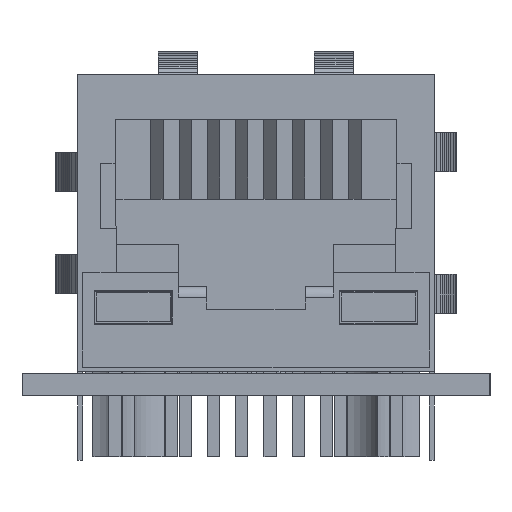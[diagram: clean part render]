
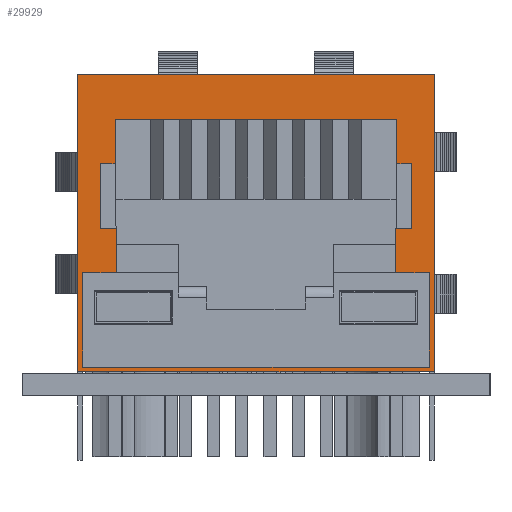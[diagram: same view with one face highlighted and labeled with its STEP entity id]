
A CAD part, left-side view. The second image highlights one B-rep face of the part: STEP entity #29929.
In plain terms, the highlighted face is planar.
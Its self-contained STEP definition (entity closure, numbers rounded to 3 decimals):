
#851=FACE_BOUND('',#4233,.T.);
#2447=FACE_OUTER_BOUND('',#4232,.T.);
#4232=EDGE_LOOP('',(#21955,#21956,#21957,#21958));
#4233=EDGE_LOOP('',(#21959,#21960,#21961,#21962,#21963,#21964,#21965,#21966,
#21967,#21968,#21969,#21970,#21971,#21972,#21973,#21974));
#6151=LINE('',#43972,#9694);
#6163=LINE('',#43996,#9706);
#6177=LINE('',#44024,#9720);
#6368=LINE('',#44401,#9911);
#6376=LINE('',#44418,#9919);
#6382=LINE('',#44428,#9925);
#6384=LINE('',#44433,#9927);
#6404=LINE('',#44469,#9947);
#6453=LINE('',#44594,#9996);
#6454=LINE('',#44596,#9997);
#6455=LINE('',#44598,#9998);
#6456=LINE('',#44600,#9999);
#6457=LINE('',#44601,#10000);
#6458=LINE('',#44603,#10001);
#6459=LINE('',#44605,#10002);
#6460=LINE('',#44607,#10003);
#6461=LINE('',#44609,#10004);
#6462=LINE('',#44611,#10005);
#6463=LINE('',#44613,#10006);
#6464=LINE('',#44614,#10007);
#9694=VECTOR('',#35777,1000.);
#9706=VECTOR('',#35791,1000.);
#9720=VECTOR('',#35807,1000.);
#9911=VECTOR('',#36046,1000.);
#9919=VECTOR('',#36058,1000.);
#9925=VECTOR('',#36066,1000.);
#9927=VECTOR('',#36070,1000.);
#9947=VECTOR('',#36096,1000.);
#9996=VECTOR('',#36175,1000.);
#9997=VECTOR('',#36176,1000.);
#9998=VECTOR('',#36177,1000.);
#9999=VECTOR('',#36178,1000.);
#10000=VECTOR('',#36179,1000.);
#10001=VECTOR('',#36180,1000.);
#10002=VECTOR('',#36181,1000.);
#10003=VECTOR('',#36182,1000.);
#10004=VECTOR('',#36183,1000.);
#10005=VECTOR('',#36184,1000.);
#10006=VECTOR('',#36185,1000.);
#10007=VECTOR('',#36186,1000.);
#13210=VERTEX_POINT('',#43969);
#13211=VERTEX_POINT('',#43971);
#13222=VERTEX_POINT('',#43995);
#13235=VERTEX_POINT('',#44023);
#13396=VERTEX_POINT('',#44398);
#13397=VERTEX_POINT('',#44400);
#13403=VERTEX_POINT('',#44415);
#13404=VERTEX_POINT('',#44417);
#13407=VERTEX_POINT('',#44426);
#13409=VERTEX_POINT('',#44432);
#13483=VERTEX_POINT('',#44593);
#13484=VERTEX_POINT('',#44595);
#13485=VERTEX_POINT('',#44597);
#13486=VERTEX_POINT('',#44599);
#13487=VERTEX_POINT('',#44602);
#13488=VERTEX_POINT('',#44604);
#13489=VERTEX_POINT('',#44606);
#13490=VERTEX_POINT('',#44608);
#13491=VERTEX_POINT('',#44610);
#13492=VERTEX_POINT('',#44612);
#16319=EDGE_CURVE('',#13210,#13211,#6151,.T.);
#16331=EDGE_CURVE('',#13211,#13222,#6163,.T.);
#16345=EDGE_CURVE('',#13210,#13235,#6177,.T.);
#16537=EDGE_CURVE('',#13396,#13397,#6368,.T.);
#16545=EDGE_CURVE('',#13403,#13404,#6376,.T.);
#16551=EDGE_CURVE('',#13407,#13403,#6382,.T.);
#16553=EDGE_CURVE('',#13397,#13409,#6384,.T.);
#16573=EDGE_CURVE('',#13235,#13222,#6404,.T.);
#16636=EDGE_CURVE('',#13483,#13396,#6453,.T.);
#16637=EDGE_CURVE('',#13484,#13483,#6454,.T.);
#16638=EDGE_CURVE('',#13485,#13484,#6455,.T.);
#16639=EDGE_CURVE('',#13486,#13485,#6456,.T.);
#16640=EDGE_CURVE('',#13404,#13486,#6457,.T.);
#16641=EDGE_CURVE('',#13487,#13407,#6458,.T.);
#16642=EDGE_CURVE('',#13488,#13487,#6459,.T.);
#16643=EDGE_CURVE('',#13489,#13488,#6460,.T.);
#16644=EDGE_CURVE('',#13490,#13489,#6461,.T.);
#16645=EDGE_CURVE('',#13491,#13490,#6462,.T.);
#16646=EDGE_CURVE('',#13492,#13491,#6463,.T.);
#16647=EDGE_CURVE('',#13409,#13492,#6464,.T.);
#21955=ORIENTED_EDGE('',*,*,#16573,.T.);
#21956=ORIENTED_EDGE('',*,*,#16331,.F.);
#21957=ORIENTED_EDGE('',*,*,#16319,.F.);
#21958=ORIENTED_EDGE('',*,*,#16345,.T.);
#21959=ORIENTED_EDGE('',*,*,#16537,.F.);
#21960=ORIENTED_EDGE('',*,*,#16636,.F.);
#21961=ORIENTED_EDGE('',*,*,#16637,.F.);
#21962=ORIENTED_EDGE('',*,*,#16638,.F.);
#21963=ORIENTED_EDGE('',*,*,#16639,.F.);
#21964=ORIENTED_EDGE('',*,*,#16640,.F.);
#21965=ORIENTED_EDGE('',*,*,#16545,.F.);
#21966=ORIENTED_EDGE('',*,*,#16551,.F.);
#21967=ORIENTED_EDGE('',*,*,#16641,.F.);
#21968=ORIENTED_EDGE('',*,*,#16642,.F.);
#21969=ORIENTED_EDGE('',*,*,#16643,.F.);
#21970=ORIENTED_EDGE('',*,*,#16644,.F.);
#21971=ORIENTED_EDGE('',*,*,#16645,.F.);
#21972=ORIENTED_EDGE('',*,*,#16646,.F.);
#21973=ORIENTED_EDGE('',*,*,#16647,.F.);
#21974=ORIENTED_EDGE('',*,*,#16553,.F.);
#28505=PLANE('',#32012);
#29929=ADVANCED_FACE('',(#2447,#851),#28505,.F.);
#32012=AXIS2_PLACEMENT_3D('',#44592,#36173,#36174);
#35777=DIRECTION('',(0.,0.,-1.));
#35791=DIRECTION('',(0.,-1.,0.));
#35807=DIRECTION('',(0.,-1.,0.));
#36046=DIRECTION('',(0.,1.,0.));
#36058=DIRECTION('',(0.,-1.,0.));
#36066=DIRECTION('',(0.,0.,-1.));
#36070=DIRECTION('',(0.,0.,-1.));
#36096=DIRECTION('',(0.,0.,-1.));
#36173=DIRECTION('center_axis',(-1.,0.,0.));
#36174=DIRECTION('ref_axis',(0.,0.,1.));
#36175=DIRECTION('',(0.,0.,1.));
#36176=DIRECTION('',(0.,1.,0.));
#36177=DIRECTION('',(0.,0.,-1.));
#36178=DIRECTION('',(0.,-1.,0.));
#36179=DIRECTION('',(0.,0.,1.));
#36180=DIRECTION('',(0.,-1.,0.));
#36181=DIRECTION('',(0.,0.,1.));
#36182=DIRECTION('',(0.,-1.,0.));
#36183=DIRECTION('',(0.,0.,1.));
#36184=DIRECTION('',(0.,1.,0.));
#36185=DIRECTION('',(0.,0.,1.));
#36186=DIRECTION('',(0.,1.,0.));
#43969=CARTESIAN_POINT('',(10.65,13.35,8.));
#43971=CARTESIAN_POINT('',(10.65,13.35,-8.));
#43972=CARTESIAN_POINT('',(10.65,13.35,-8.));
#43995=CARTESIAN_POINT('',(10.65,0.,-8.));
#43996=CARTESIAN_POINT('',(10.65,13.35,-8.));
#44023=CARTESIAN_POINT('',(10.65,0.,8.));
#44024=CARTESIAN_POINT('',(10.65,13.35,8.));
#44398=CARTESIAN_POINT('',(10.65,4.46,-6.263));
#44400=CARTESIAN_POINT('',(10.65,6.43,-6.263));
#44401=CARTESIAN_POINT('',(10.65,6.43,-6.263));
#44415=CARTESIAN_POINT('',(10.65,6.43,6.263));
#44417=CARTESIAN_POINT('',(10.65,4.46,6.263));
#44418=CARTESIAN_POINT('',(10.65,6.43,6.263));
#44426=CARTESIAN_POINT('',(10.65,6.43,6.98));
#44428=CARTESIAN_POINT('',(10.65,6.43,6.98));
#44432=CARTESIAN_POINT('',(10.65,6.43,-6.98));
#44433=CARTESIAN_POINT('',(10.65,6.43,-6.98));
#44469=CARTESIAN_POINT('',(10.65,0.,-8.));
#44592=CARTESIAN_POINT('Origin',(10.65,13.35,-8.));
#44593=CARTESIAN_POINT('',(10.65,4.46,-7.78));
#44594=CARTESIAN_POINT('',(10.65,4.46,-7.78));
#44595=CARTESIAN_POINT('',(10.65,0.22,-7.78));
#44596=CARTESIAN_POINT('',(10.65,0.22,-7.78));
#44597=CARTESIAN_POINT('',(10.65,0.22,7.78));
#44598=CARTESIAN_POINT('',(10.65,0.22,7.78));
#44599=CARTESIAN_POINT('',(10.65,4.46,7.78));
#44600=CARTESIAN_POINT('',(10.65,0.22,7.78));
#44601=CARTESIAN_POINT('',(10.65,4.46,6.263));
#44602=CARTESIAN_POINT('',(10.65,9.35,6.98));
#44603=CARTESIAN_POINT('',(10.65,9.35,6.98));
#44604=CARTESIAN_POINT('',(10.65,9.35,6.32));
#44605=CARTESIAN_POINT('',(10.65,9.35,6.32));
#44606=CARTESIAN_POINT('',(10.65,11.32,6.32));
#44607=CARTESIAN_POINT('',(10.65,11.32,6.32));
#44608=CARTESIAN_POINT('',(10.65,11.32,-6.32));
#44609=CARTESIAN_POINT('',(10.65,11.32,-6.32));
#44610=CARTESIAN_POINT('',(10.65,9.35,-6.32));
#44611=CARTESIAN_POINT('',(10.65,11.32,-6.32));
#44612=CARTESIAN_POINT('',(10.65,9.35,-6.98));
#44613=CARTESIAN_POINT('',(10.65,9.35,-6.32));
#44614=CARTESIAN_POINT('',(10.65,9.35,-6.98));
